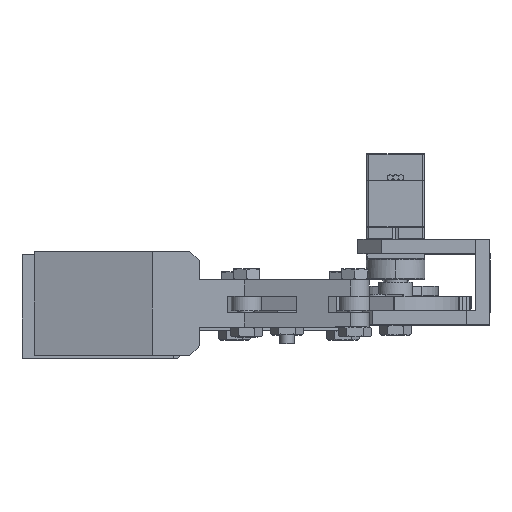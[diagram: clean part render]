
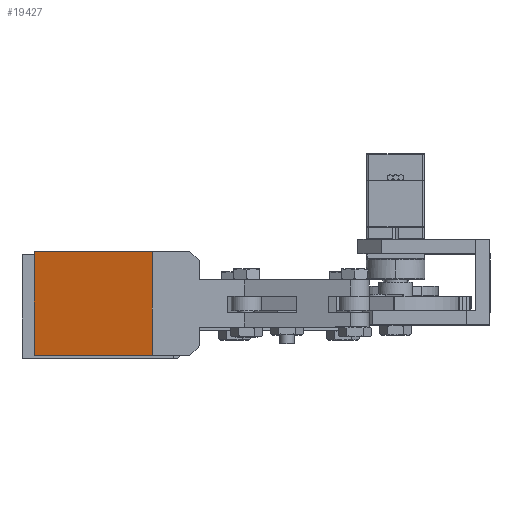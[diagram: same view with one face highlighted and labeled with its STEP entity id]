
A CAD part, top view. The second image highlights one B-rep face of the part: STEP entity #19427.
In plain terms, the highlighted planar face has unit normal (-0.27, 0, 0.963).
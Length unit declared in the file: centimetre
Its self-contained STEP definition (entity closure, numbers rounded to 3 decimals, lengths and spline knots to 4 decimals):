
#279 = DIRECTION ( 'NONE',  ( -0.963, 0., -0.27 ) ) ;
#716 = DIRECTION ( 'NONE',  ( 0.963, 0., 0.27 ) ) ;
#4147 = EDGE_LOOP ( 'NONE', ( #17911, #17642, #9163, #20985 ) ) ;
#5055 = PLANE ( 'NONE',  #13282 ) ;
#6431 = CARTESIAN_POINT ( 'NONE',  ( -7.5308, 0.7504, 3.6133 ) ) ;
#9163 = ORIENTED_EDGE ( 'NONE', *, *, #36323, .F. ) ;
#10199 = LINE ( 'NONE', #6431, #17809 ) ;
#10368 = EDGE_CURVE ( 'NONE', #33373, #33958, #34794, .T. ) ;
#11947 = EDGE_CURVE ( 'NONE', #12243, #33958, #26446, .T. ) ;
#12236 = DIRECTION ( 'NONE',  ( 0., -1., 0. ) ) ;
#12243 = VERTEX_POINT ( 'NONE', #27740 ) ;
#13282 = AXIS2_PLACEMENT_3D ( 'NONE', #37105, #13401, #13772 ) ;
#13305 = VECTOR ( 'NONE', #25304, 100. ) ;
#13401 = DIRECTION ( 'NONE',  ( -0.27, 0., 0.963 ) ) ;
#13772 = DIRECTION ( 'NONE',  ( 0., 1., 0. ) ) ;
#14128 = LINE ( 'NONE', #37271, #13305 ) ;
#16793 = FACE_OUTER_BOUND ( 'NONE', #4147, .T. ) ;
#17132 = CARTESIAN_POINT ( 'NONE',  ( -7.5308, -1.4496, 3.6133 ) ) ;
#17528 = CARTESIAN_POINT ( 'NONE',  ( -7.5308, -0.8496, 3.6133 ) ) ;
#17642 = ORIENTED_EDGE ( 'NONE', *, *, #10368, .F. ) ;
#17809 = VECTOR ( 'NONE', #716, 100. ) ;
#17911 = ORIENTED_EDGE ( 'NONE', *, *, #11947, .T. ) ;
#19427 = ADVANCED_FACE ( 'NONE', ( #16793 ), #5055, .T. ) ;
#20985 = ORIENTED_EDGE ( 'NONE', *, *, #31178, .F. ) ;
#22903 = VECTOR ( 'NONE', #12236, 100. ) ;
#24956 = VERTEX_POINT ( 'NONE', #27887 ) ;
#25304 = DIRECTION ( 'NONE',  ( 0., -1., 0. ) ) ;
#26446 = LINE ( 'NONE', #17528, #22903 ) ;
#27740 = CARTESIAN_POINT ( 'NONE',  ( -7.5308, 0.7504, 3.6133 ) ) ;
#27887 = CARTESIAN_POINT ( 'NONE',  ( -5.0308, 0.7504, 4.3133 ) ) ;
#28753 = CARTESIAN_POINT ( 'NONE',  ( -5.0308, -1.4496, 4.3133 ) ) ;
#29481 = CARTESIAN_POINT ( 'NONE',  ( -7.5308, -1.4496, 3.6133 ) ) ;
#31178 = EDGE_CURVE ( 'NONE', #12243, #24956, #10199, .T. ) ;
#33373 = VERTEX_POINT ( 'NONE', #28753 ) ;
#33958 = VERTEX_POINT ( 'NONE', #17132 ) ;
#34794 = LINE ( 'NONE', #29481, #36924 ) ;
#36323 = EDGE_CURVE ( 'NONE', #24956, #33373, #14128, .T. ) ;
#36924 = VECTOR ( 'NONE', #279, 100. ) ;
#37105 = CARTESIAN_POINT ( 'NONE',  ( -6.2808, -0.8496, 3.9633 ) ) ;
#37271 = CARTESIAN_POINT ( 'NONE',  ( -5.0308, 0.1504, 4.3133 ) ) ;
